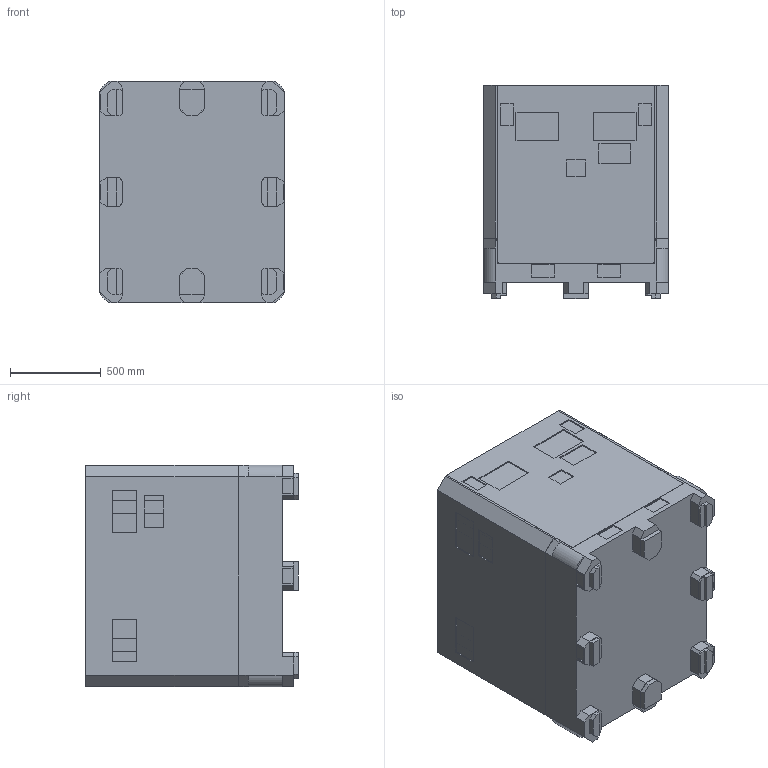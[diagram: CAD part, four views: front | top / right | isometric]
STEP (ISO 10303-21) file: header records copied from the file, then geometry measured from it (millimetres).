
FILE_DESCRIPTION((''),'2;1');
FILE_NAME('129912WSM_ASM','2025-06-20T15:13:44',('SYSTEM'),(''),'CREO PARAMETRIC BY PTC INC, 2023294','CREO PARAMETRIC BY PTC INC, 2023294','');
FILE_SCHEMA(('CONFIG_CONTROL_DESIGN'));
Length unit declared in the file: inch
Products named in the file (7): 129124SM; 129125SM; 129354SM; 129355SM; 127731SM; 127734SM; 129912WSM_ASM
Assembly tree (13 placements, depth 2):
  129912WSM_ASM
    129124SM
    129125SM  x4
    129354SM  x2
    129355SM  x2
    127731SM  x2
    127734SM  x2
Bounding box: 1016 x 1169.54 x 1219.2 mm (x, y, z)
Volume: 213090809.7 mm3; surface area: 14382719.7 mm2
Topology: 13 solids, 21 shells, 728 faces, 1857 edges, 1314 vertices
Faces by surface type: plane 592, cylinder 136
Entity records: 13047 total; most frequent: CARTESIAN_POINT 2395, ORIENTED_EDGE 2128, DIRECTION 2119, EDGE_CURVE 1064, VECTOR 931, LINE 931, VERTEX_POINT 704, AXIS2_PLACEMENT_3D 594
